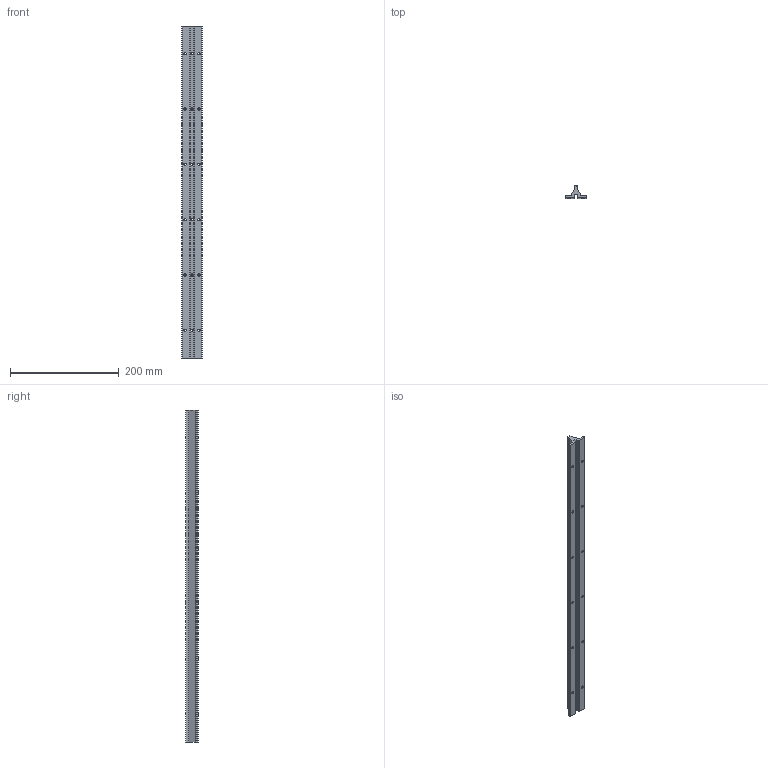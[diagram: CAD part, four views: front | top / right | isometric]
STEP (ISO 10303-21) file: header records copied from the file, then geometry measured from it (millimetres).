
FILE_DESCRIPTION (( 'STEP AP214' ), '1' );
FILE_NAME ('ShaftRailAssembly_F111C20E49.step', '2021-05-13T12:41:35', ( '' ), ( '' ), 'SwSTEP 2.0', 'SolidWorks 2019', '' );
FILE_SCHEMA (( 'AUTOMOTIVE_DESIGN' ));
Length unit declared in the file: inch
Products named in the file (3): sZZxftUiWM_CADModel_0; ShaftRailAssembly_F111C20E49
Assembly tree (1 placements, depth 2):
  sZZxftUiWM_CADModel_0
  ShaftRailAssembly_F111C20E49
    sZZxftUiWM_CADModel_0
Bounding box: 38.1 x 23.02 x 609.6 mm (x, y, z)
Volume: 189999.9 mm3; surface area: 77292.2 mm2
Topology: 1 solids, 1 shells, 73 faces, 219 edges, 142 vertices
Faces by surface type: cylinder 48, plane 25
Entity records: 3591 total; most frequent: CARTESIAN_POINT 475, DIRECTION 447, ORIENTED_EDGE 438, EDGE_CURVE 219, AXIS2_PLACEMENT_3D 162, VERTEX_POINT 142, VECTOR 123, LINE 123
